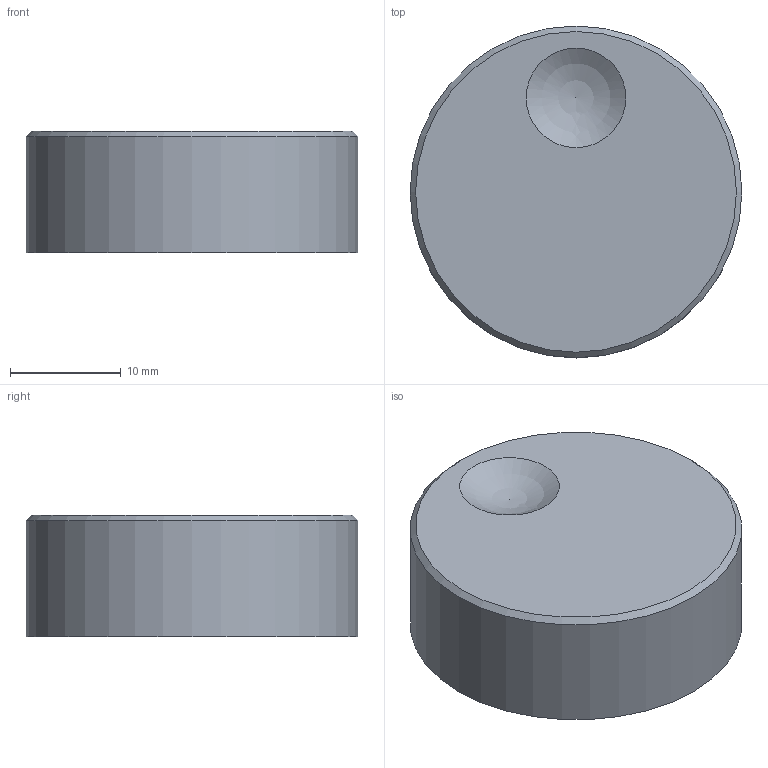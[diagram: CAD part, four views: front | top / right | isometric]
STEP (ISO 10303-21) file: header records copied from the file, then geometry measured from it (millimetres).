
FILE_DESCRIPTION(('FreeCAD Model'),'2;1');
FILE_NAME('rotative_push_button_capuchon_30mm.step', '2019-12-07T19:10:32',('Author'),(''), 'Open CASCADE STEP processor 7.3','FreeCAD','Unknown');
FILE_SCHEMA(('AUTOMOTIVE_DESIGN { 1 0 10303 214 1 1 1 1 }'));
Length unit declared in the file: millimetre
Products named in the file (1): chapeau_bouton_rotatif_30mm
Bounding box: 30 x 30 x 11 mm (x, y, z)
Volume: 2445.3 mm3; surface area: 4513.1 mm2
Topology: 1 solids, 1 shells, 105 faces, 281 edges, 179 vertices
Faces by surface type: plane 77, cylinder 13, cone 13, sphere 2
Full cylindrical faces by diameter (mm): 30 x1
Entity records: 3288 total; most frequent: CARTESIAN_POINT 602, DIRECTION 558, ORIENTED_EDGE 558, EDGE_CURVE 279, LINE 206, VECTOR 206, VERTEX_POINT 179, AXIS2_PLACEMENT_3D 176
